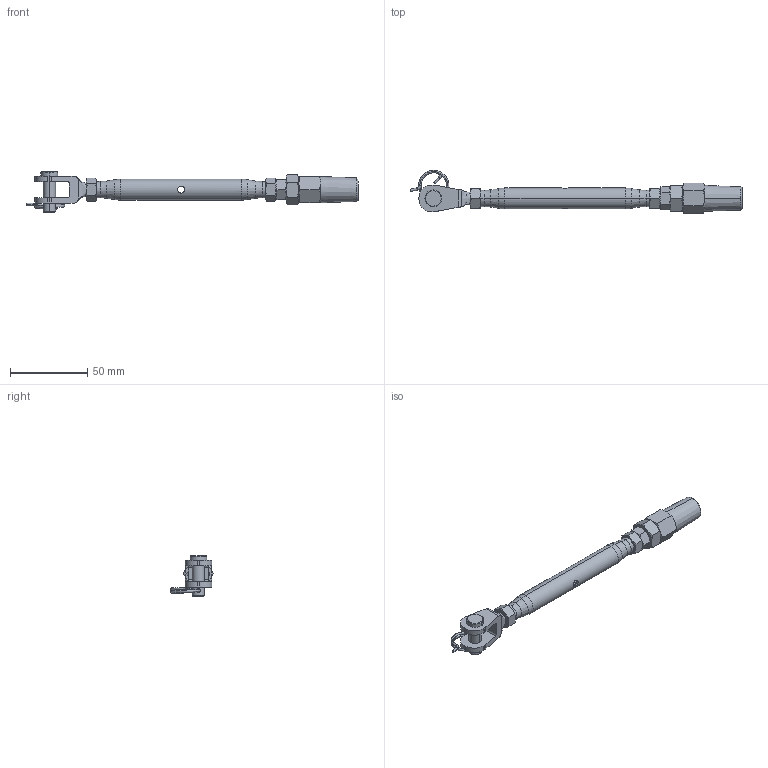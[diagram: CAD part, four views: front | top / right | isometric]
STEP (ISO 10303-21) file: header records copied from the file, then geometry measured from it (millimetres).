
FILE_DESCRIPTION (( 'STEP AP214' ), '1' );
FILE_NAME ('A14_7250-005.STEP', '2021-08-25T13:05:06', ( '' ), ( '' ), 'SwSTEP 2.0', 'SolidWorks 2019', '' );
FILE_SCHEMA (( 'AUTOMOTIVE_DESIGN' ));
Length unit declared in the file: millimetre
Products named in the file (16): DIN 934(MATICA M 8)-1; A14_7250-005-P5; A14_7250-005-P2; A14_7250-005-P1; A14_7250-005-Z3; A14_7250-005-P3; A14_7250-005-Z1; A14_7250-005; A14_7250-005-P6; A14_7250-005-P9 karicka mala; A14_7250-005-Z2; A14_7250-005-P4; A14_7250-005-P8 karicka; DIN 934(MATICA M10); A14_7250-005-P7; DIN 934(MATICA M 8)
Assembly tree (18 placements, depth 4):
  A14_7250-005
    A14_7250-005-Z2
      A14_7250-005-P6
      A14_7250-005-P7
      A14_7250-005-P8 karicka
      DIN 934(MATICA M 8)
    A14_7250-005-Z3
      A14_7250-005-Z1
        A14_7250-005-P5  x3
        A14_7250-005-P9 karicka mala
      DIN 934(MATICA M 8)
      A14_7250-005-P2
      DIN 934(MATICA M10)
      A14_7250-005-P3
      A14_7250-005-P1
      DIN 934(MATICA M 8)-1
    A14_7250-005-P4
Bounding box: 215.14 x 27.95 x 26.18 mm (x, y, z)
Volume: 28211.1 mm3; surface area: 24044.6 mm2
Topology: 17 solids, 17 shells, 344 faces, 856 edges, 551 vertices
Faces by surface type: plane 100, cone 97, cylinder 92, bspline 31, torus 24
Entity records: 10666 total; most frequent: CARTESIAN_POINT 3917, ORIENTED_EDGE 1292, DIRECTION 1274, EDGE_CURVE 646, AXIS2_PLACEMENT_3D 526, VERTEX_POINT 409, EDGE_LOOP 299, ADVANCED_FACE 268
